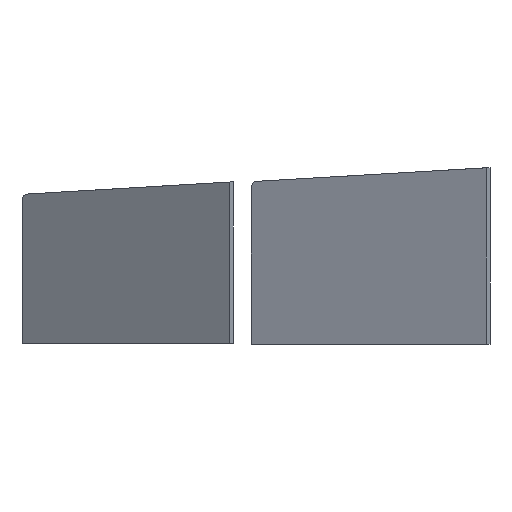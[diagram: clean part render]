
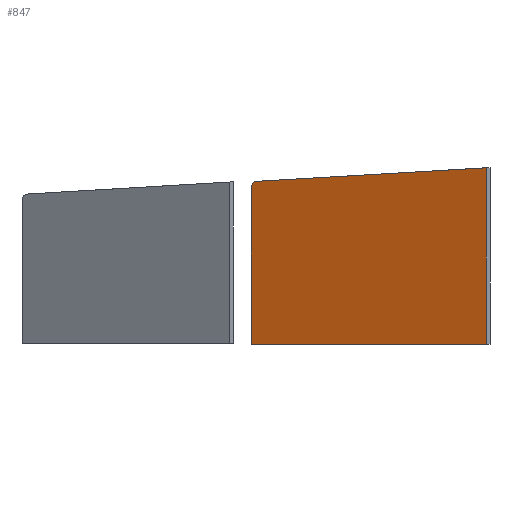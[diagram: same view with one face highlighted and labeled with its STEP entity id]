
A CAD part, top view. The second image highlights one B-rep face of the part: STEP entity #847.
In plain terms, the highlighted planar face has unit normal (-0.438, 0, 0.899).
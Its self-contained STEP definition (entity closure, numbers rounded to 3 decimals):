
#482 = CYLINDRICAL_SURFACE('',#483,23.);
#483 = AXIS2_PLACEMENT_3D('',#484,#485,#486);
#484 = CARTESIAN_POINT('',(10972.624,520.074,
    3879.716));
#485 = DIRECTION('',(0.525,0.031,-0.85));
#486 = DIRECTION('',(-0.058,0.998,
    0.));
#516 = PLANE('',#517);
#517 = AXIS2_PLACEMENT_3D('',#518,#519,#520);
#518 = CARTESIAN_POINT('',(5.571,-95.645,0.));
#519 = DIRECTION('',(0.058,-0.998,0.));
#520 = DIRECTION('',(0.,0.,-1.));
#543 = PLANE('',#544);
#544 = AXIS2_PLACEMENT_3D('',#545,#546,#547);
#545 = CARTESIAN_POINT('',(10457.485,0.,6463.149));
#546 = DIRECTION('',(0.851,0.,0.526));
#547 = DIRECTION('',(0.,-1.,0.));
#570 = PLANE('',#571);
#571 = AXIS2_PLACEMENT_3D('',#572,#573,#574);
#572 = CARTESIAN_POINT('',(0.,0.,-7500.));
#573 = DIRECTION('',(0.,-1.,-0.));
#574 = DIRECTION('',(1.,0.,0.));
#594 = PLANE('',#595);
#595 = AXIS2_PLACEMENT_3D('',#596,#597,#598);
#596 = CARTESIAN_POINT('',(9655.324,0.,5967.381));
#597 = DIRECTION('',(0.851,0.,0.526));
#598 = DIRECTION('',(0.,-1.,0.));
#608 = EDGE_CURVE('',#609,#611,#613,.T.);
#609 = VERTEX_POINT('',#610);
#610 = CARTESIAN_POINT('',(11782.686,568.394,
    2525.273));
#611 = VERTEX_POINT('',#612);
#612 = CARTESIAN_POINT('',(11802.444,591.445,
    2534.889));
#613 = SURFACE_CURVE('',#614,(#619,#632),.PCURVE_S1.);
#614 = ELLIPSE('',#615,23.128,23.);
#615 = AXIS2_PLACEMENT_3D('',#616,#617,#618);
#616 = CARTESIAN_POINT('',(11803.472,568.466,
    2535.389));
#617 = DIRECTION('',(0.438,0.,-0.899)
  );
#618 = DIRECTION('',(0.86,0.292,0.419));
#619 = PCURVE('',#482,#620);
#620 = DEFINITIONAL_REPRESENTATION('',(#621),#631);
#621 = B_SPLINE_CURVE_WITH_KNOTS('',8,(#622,#623,#624,#625,#626,#627,
    #628,#629,#630),.UNSPECIFIED.,.F.,.F.,(9,9),(3.436,
    4.957),.PIECEWISE_BEZIER_KNOTS.);
#622 = CARTESIAN_POINT('',(-1.521,1578.773));
#623 = CARTESIAN_POINT('',(-1.331,1578.907));
#624 = CARTESIAN_POINT('',(-1.141,1579.137));
#625 = CARTESIAN_POINT('',(-0.951,1579.456));
#626 = CARTESIAN_POINT('',(-0.761,1579.848));
#627 = CARTESIAN_POINT('',(-0.57,1580.293));
#628 = CARTESIAN_POINT('',(-0.38,1580.765));
#629 = CARTESIAN_POINT('',(-0.19,1581.237));
#630 = CARTESIAN_POINT('',(0.,1581.685));
#631 = ( GEOMETRIC_REPRESENTATION_CONTEXT(2) 
PARAMETRIC_REPRESENTATION_CONTEXT() REPRESENTATION_CONTEXT('2D SPACE',''
  ) );
#632 = PCURVE('',#633,#638);
#633 = PLANE('',#634);
#634 = AXIS2_PLACEMENT_3D('',#635,#636,#637);
#635 = CARTESIAN_POINT('',(-9676.723,-46.239,
    -7918.92));
#636 = DIRECTION('',(0.438,0.,-0.899));
#637 = DIRECTION('',(0.,-1.,0.));
#638 = DEFINITIONAL_REPRESENTATION('',(#639),#643);
#639 = ELLIPSE('',#640,23.128,23.);
#640 = AXIS2_PLACEMENT_2D('',#641,#642);
#641 = CARTESIAN_POINT('',(-614.705,-23889.148));
#642 = DIRECTION('',(-0.292,-0.957));
#643 = ( GEOMETRIC_REPRESENTATION_CONTEXT(2) 
PARAMETRIC_REPRESENTATION_CONTEXT() REPRESENTATION_CONTEXT('2D SPACE',''
  ) );
#692 = EDGE_CURVE('',#609,#693,#695,.T.);
#693 = VERTEX_POINT('',#694);
#694 = CARTESIAN_POINT('',(11782.686,0.,2525.273));
#695 = SURFACE_CURVE('',#696,(#700,#706),.PCURVE_S1.);
#696 = LINE('',#697,#698);
#697 = CARTESIAN_POINT('',(11782.686,-23.12,
    2525.273));
#698 = VECTOR('',#699,1.);
#699 = DIRECTION('',(0.,-1.,0.));
#700 = PCURVE('',#594,#701);
#701 = DEFINITIONAL_REPRESENTATION('',(#702),#705);
#702 = B_SPLINE_CURVE_WITH_KNOTS('',1,(#703,#704),.UNSPECIFIED.,.F.,.F.,
  (2,2),(-699.2,583.797),.PIECEWISE_BEZIER_KNOTS.);
#703 = CARTESIAN_POINT('',(-676.08,4046.453));
#704 = CARTESIAN_POINT('',(606.916,4046.453));
#705 = ( GEOMETRIC_REPRESENTATION_CONTEXT(2) 
PARAMETRIC_REPRESENTATION_CONTEXT() REPRESENTATION_CONTEXT('2D SPACE',''
  ) );
#706 = PCURVE('',#633,#707);
#707 = DEFINITIONAL_REPRESENTATION('',(#708),#711);
#708 = B_SPLINE_CURVE_WITH_KNOTS('',1,(#709,#710),.UNSPECIFIED.,.F.,.F.,
  (2,2),(-699.2,583.797),.PIECEWISE_BEZIER_KNOTS.);
#709 = CARTESIAN_POINT('',(-722.32,-23866.031));
#710 = CARTESIAN_POINT('',(560.677,-23866.031));
#711 = ( GEOMETRIC_REPRESENTATION_CONTEXT(2) 
PARAMETRIC_REPRESENTATION_CONTEXT() REPRESENTATION_CONTEXT('2D SPACE',''
  ) );
#738 = VERTEX_POINT('',#739);
#739 = CARTESIAN_POINT('',(12634.907,0.,2940.044));
#758 = EDGE_CURVE('',#738,#693,#759,.T.);
#759 = SURFACE_CURVE('',#760,(#764,#770),.PCURVE_S1.);
#760 = LINE('',#761,#762);
#761 = CARTESIAN_POINT('',(-5682.531,0.,
    -5974.966));
#762 = VECTOR('',#763,1.);
#763 = DIRECTION('',(-0.899,0.,-0.438));
#764 = PCURVE('',#570,#765);
#765 = DEFINITIONAL_REPRESENTATION('',(#766),#769);
#766 = B_SPLINE_CURVE_WITH_KNOTS('',1,(#767,#768),.UNSPECIFIED.,.F.,.F.,
  (2,2),(-20466.475,-19329.121),
  .PIECEWISE_BEZIER_KNOTS.);
#767 = CARTESIAN_POINT('',(12720.129,10481.522));
#768 = CARTESIAN_POINT('',(11697.464,9983.796));
#769 = ( GEOMETRIC_REPRESENTATION_CONTEXT(2) 
PARAMETRIC_REPRESENTATION_CONTEXT() REPRESENTATION_CONTEXT('2D SPACE',''
  ) );
#770 = PCURVE('',#633,#771);
#771 = DEFINITIONAL_REPRESENTATION('',(#772),#775);
#772 = B_SPLINE_CURVE_WITH_KNOTS('',1,(#773,#774),.UNSPECIFIED.,.F.,.F.,
  (2,2),(-20466.475,-19329.121),
  .PIECEWISE_BEZIER_KNOTS.);
#773 = CARTESIAN_POINT('',(-46.239,-24908.605));
#774 = CARTESIAN_POINT('',(-46.239,-23771.251));
#775 = ( GEOMETRIC_REPRESENTATION_CONTEXT(2) 
PARAMETRIC_REPRESENTATION_CONTEXT() REPRESENTATION_CONTEXT('2D SPACE',''
  ) );
#783 = VERTEX_POINT('',#784);
#784 = CARTESIAN_POINT('',(12634.907,639.93,
    2940.044));
#803 = EDGE_CURVE('',#783,#738,#804,.T.);
#804 = SURFACE_CURVE('',#805,(#809,#815),.PCURVE_S1.);
#805 = LINE('',#806,#807);
#806 = CARTESIAN_POINT('',(12634.907,-23.12,
    2940.044));
#807 = VECTOR('',#808,1.);
#808 = DIRECTION('',(0.,-1.,0.));
#809 = PCURVE('',#543,#810);
#810 = DEFINITIONAL_REPRESENTATION('',(#811),#814);
#811 = B_SPLINE_CURVE_WITH_KNOTS('',1,(#812,#813),.UNSPECIFIED.,.F.,.F.,
  (2,2),(-780.189,616.25),.PIECEWISE_BEZIER_KNOTS.);
#812 = CARTESIAN_POINT('',(-757.069,4141.67));
#813 = CARTESIAN_POINT('',(639.37,4141.67));
#814 = ( GEOMETRIC_REPRESENTATION_CONTEXT(2) 
PARAMETRIC_REPRESENTATION_CONTEXT() REPRESENTATION_CONTEXT('2D SPACE',''
  ) );
#815 = PCURVE('',#633,#816);
#816 = DEFINITIONAL_REPRESENTATION('',(#817),#820);
#817 = B_SPLINE_CURVE_WITH_KNOTS('',1,(#818,#819),.UNSPECIFIED.,.F.,.F.,
  (2,2),(-780.189,616.25),.PIECEWISE_BEZIER_KNOTS.);
#818 = CARTESIAN_POINT('',(-803.309,-24813.826));
#819 = CARTESIAN_POINT('',(593.131,-24813.826));
#820 = ( GEOMETRIC_REPRESENTATION_CONTEXT(2) 
PARAMETRIC_REPRESENTATION_CONTEXT() REPRESENTATION_CONTEXT('2D SPACE',''
  ) );
#829 = EDGE_CURVE('',#783,#611,#830,.T.);
#830 = SURFACE_CURVE('',#831,(#835,#841),.PCURVE_S1.);
#831 = LINE('',#832,#833);
#832 = CARTESIAN_POINT('',(-4192.021,-340.126,
    -5249.542));
#833 = VECTOR('',#834,1.);
#834 = DIRECTION('',(-0.898,-0.052,-0.437
    ));
#835 = PCURVE('',#516,#836);
#836 = DEFINITIONAL_REPRESENTATION('',(#837),#840);
#837 = B_SPLINE_CURVE_WITH_KNOTS('',1,(#838,#839),.UNSPECIFIED.,.F.,.F.,
  (2,2),(-18941.462,-17321.03),
  .PIECEWISE_BEZIER_KNOTS.);
#838 = CARTESIAN_POINT('',(-3028.23,12832.239));
#839 = CARTESIAN_POINT('',(-2320.071,11374.738));
#840 = ( GEOMETRIC_REPRESENTATION_CONTEXT(2) 
PARAMETRIC_REPRESENTATION_CONTEXT() REPRESENTATION_CONTEXT('2D SPACE',''
  ) );
#841 = PCURVE('',#633,#842);
#842 = DEFINITIONAL_REPRESENTATION('',(#843),#846);
#843 = B_SPLINE_CURVE_WITH_KNOTS('',1,(#844,#845),.UNSPECIFIED.,.F.,.F.,
  (2,2),(-18941.462,-17321.03),
  .PIECEWISE_BEZIER_KNOTS.);
#844 = CARTESIAN_POINT('',(-696.723,-25015.338));
#845 = CARTESIAN_POINT('',(-611.977,-23397.124));
#846 = ( GEOMETRIC_REPRESENTATION_CONTEXT(2) 
PARAMETRIC_REPRESENTATION_CONTEXT() REPRESENTATION_CONTEXT('2D SPACE',''
  ) );
#847 = ADVANCED_FACE('',(#848),#633,.F.);
#848 = FACE_BOUND('',#849,.F.);
#849 = EDGE_LOOP('',(#850,#851,#852,#853,#854));
#850 = ORIENTED_EDGE('',*,*,#803,.T.);
#851 = ORIENTED_EDGE('',*,*,#758,.T.);
#852 = ORIENTED_EDGE('',*,*,#692,.F.);
#853 = ORIENTED_EDGE('',*,*,#608,.T.);
#854 = ORIENTED_EDGE('',*,*,#829,.F.);
